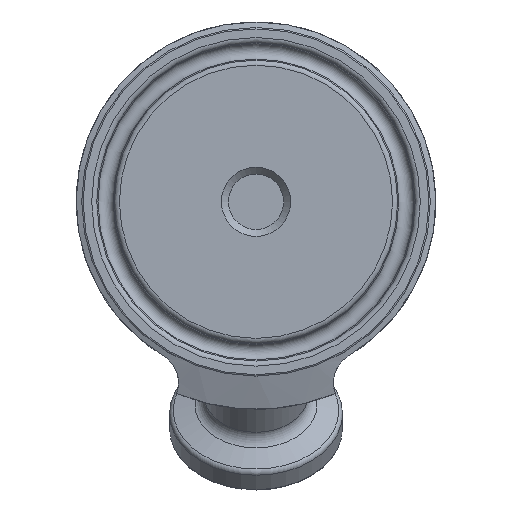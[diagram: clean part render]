
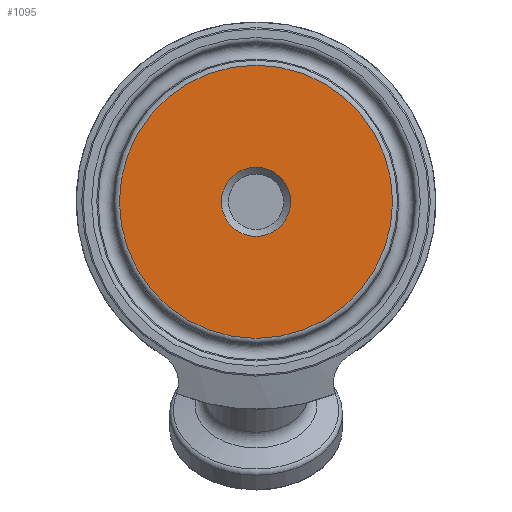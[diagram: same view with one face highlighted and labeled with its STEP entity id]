
A CAD part, front view. The second image highlights one B-rep face of the part: STEP entity #1095.
In plain terms, the highlighted planar face has unit normal (0, -1, 0).
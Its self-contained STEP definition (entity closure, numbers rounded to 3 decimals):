
#16=FACE_BOUND('',#356,.T.);
#283=FACE_OUTER_BOUND('',#355,.T.);
#355=EDGE_LOOP('',(#835));
#356=EDGE_LOOP('',(#836));
#433=CIRCLE('',#1213,19.747);
#437=CIRCLE('',#1219,5.);
#540=VERTEX_POINT('',#1892);
#543=VERTEX_POINT('',#1902);
#649=EDGE_CURVE('',#540,#540,#433,.T.);
#654=EDGE_CURVE('',#543,#543,#437,.T.);
#835=ORIENTED_EDGE('',*,*,#649,.F.);
#836=ORIENTED_EDGE('',*,*,#654,.F.);
#1062=PLANE('',#1218);
#1095=ADVANCED_FACE('',(#283,#16),#1062,.T.);
#1213=AXIS2_PLACEMENT_3D('',#1893,#1452,#1453);
#1218=AXIS2_PLACEMENT_3D('',#1901,#1463,#1464);
#1219=AXIS2_PLACEMENT_3D('',#1903,#1465,#1466);
#1452=DIRECTION('center_axis',(0.,1.,0.));
#1453=DIRECTION('ref_axis',(0.,0.,1.));
#1463=DIRECTION('center_axis',(0.,-1.,0.));
#1464=DIRECTION('ref_axis',(0.,0.,-1.));
#1465=DIRECTION('center_axis',(0.,-1.,0.));
#1466=DIRECTION('ref_axis',(1.,0.,0.));
#1892=CARTESIAN_POINT('',(-4.904,-27.543,28.996));
#1893=CARTESIAN_POINT('Origin',(-4.904,-27.543,9.249));
#1901=CARTESIAN_POINT('Origin',(-21.904,-27.543,9.249));
#1902=CARTESIAN_POINT('',(-9.904,-27.543,9.249));
#1903=CARTESIAN_POINT('Origin',(-4.904,-27.543,9.249));
